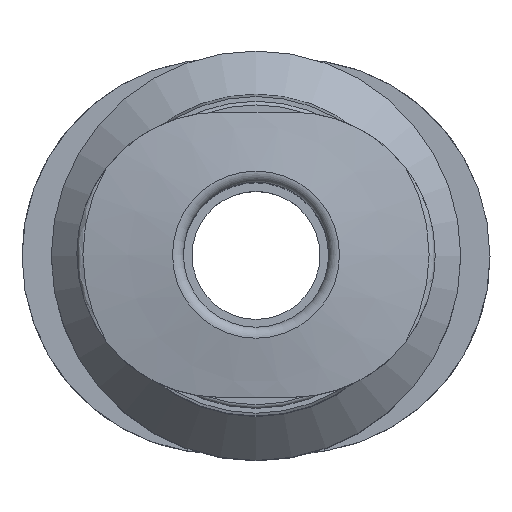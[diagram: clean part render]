
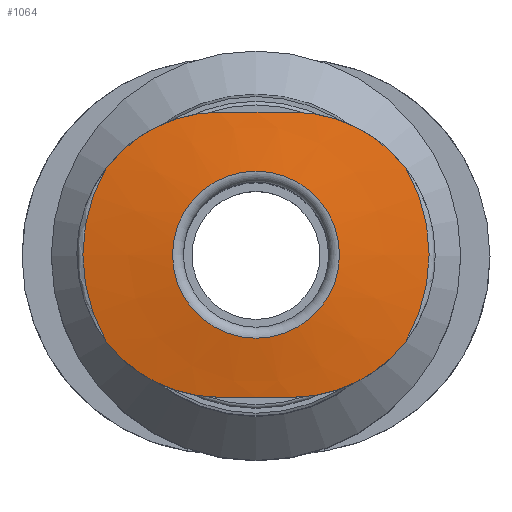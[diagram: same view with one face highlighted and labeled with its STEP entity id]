
A CAD part, top view. The second image highlights one B-rep face of the part: STEP entity #1064.
In plain terms, the highlighted conical face has half-angle 80 degrees and reference radius 2.284 mm.
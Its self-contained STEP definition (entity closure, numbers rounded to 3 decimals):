
#109=B_SPLINE_CURVE_WITH_KNOTS('',3,(#1529,#1530,#1531,#1532),
 .UNSPECIFIED.,.F.,.F.,(4,4),(0.002,0.004),
 .UNSPECIFIED.);
#110=B_SPLINE_CURVE_WITH_KNOTS('',3,(#1538,#1539,#1540,#1541),
 .UNSPECIFIED.,.F.,.F.,(4,4),(0.,0.004),
 .UNSPECIFIED.);
#113=B_SPLINE_CURVE_WITH_KNOTS('',3,(#1553,#1554,#1555,#1556),
 .UNSPECIFIED.,.F.,.F.,(4,4),(0.,0.004),
 .UNSPECIFIED.);
#114=B_SPLINE_CURVE_WITH_KNOTS('',3,(#1560,#1561,#1562,#1563),
 .UNSPECIFIED.,.F.,.F.,(4,4),(0.002,0.004),
 .UNSPECIFIED.);
#115=B_SPLINE_CURVE_WITH_KNOTS('',3,(#1567,#1568,#1569,#1570),
 .UNSPECIFIED.,.F.,.F.,(4,4),(0.,0.004),
 .UNSPECIFIED.);
#118=B_SPLINE_CURVE_WITH_KNOTS('',3,(#1582,#1583,#1584,#1585),
 .UNSPECIFIED.,.F.,.F.,(4,4),(0.,0.004),
 .UNSPECIFIED.);
#233=ORIENTED_EDGE('',*,*,#362,.F.);
#234=ORIENTED_EDGE('',*,*,#359,.F.);
#235=ORIENTED_EDGE('',*,*,#372,.F.);
#236=ORIENTED_EDGE('',*,*,#374,.F.);
#237=ORIENTED_EDGE('',*,*,#369,.F.);
#238=ORIENTED_EDGE('',*,*,#367,.F.);
#239=ORIENTED_EDGE('',*,*,#365,.F.);
#240=ORIENTED_EDGE('',*,*,#373,.F.);
#241=ORIENTED_EDGE('',*,*,#375,.T.);
#359=EDGE_CURVE('',#441,#442,#109,.T.);
#362=EDGE_CURVE('',#442,#443,#110,.T.);
#365=EDGE_CURVE('',#445,#446,#113,.T.);
#367=EDGE_CURVE('',#446,#447,#114,.T.);
#369=EDGE_CURVE('',#447,#448,#115,.T.);
#372=EDGE_CURVE('',#450,#441,#118,.T.);
#373=EDGE_CURVE('',#443,#445,#499,.T.);
#374=EDGE_CURVE('',#448,#450,#500,.T.);
#375=EDGE_CURVE('',#451,#451,#501,.T.);
#441=VERTEX_POINT('',#1533);
#442=VERTEX_POINT('',#1534);
#443=VERTEX_POINT('',#1542);
#445=VERTEX_POINT('',#1552);
#446=VERTEX_POINT('',#1557);
#447=VERTEX_POINT('',#1564);
#448=VERTEX_POINT('',#1571);
#450=VERTEX_POINT('',#1581);
#451=VERTEX_POINT('',#1592);
#499=CIRCLE('',#1148,4.735);
#500=CIRCLE('',#1150,4.735);
#501=CIRCLE('',#1152,2.285);
#563=EDGE_LOOP('',(#233,#234,#235,#236,#237,#238,#239,#240));
#564=EDGE_LOOP('',(#241));
#643=FACE_BOUND('',#563,.T.);
#644=FACE_BOUND('',#564,.T.);
#678=CONICAL_SURFACE('',#1151,2.285,1.396);
#1064=ADVANCED_FACE('',(#643,#644),#678,.T.);
#1148=AXIS2_PLACEMENT_3D('',#1587,#1318,#1319);
#1150=AXIS2_PLACEMENT_3D('',#1589,#1322,#1323);
#1151=AXIS2_PLACEMENT_3D('',#1590,#1324,#1325);
#1152=AXIS2_PLACEMENT_3D('',#1591,#1326,#1327);
#1318=DIRECTION('',(0.,0.,-1.));
#1319=DIRECTION('',(-1.,0.,0.));
#1322=DIRECTION('',(0.,0.,-1.));
#1323=DIRECTION('',(-1.,0.,0.));
#1324=DIRECTION('',(0.,0.,-1.));
#1325=DIRECTION('',(-1.,0.,0.));
#1326=DIRECTION('',(0.,0.,-1.));
#1327=DIRECTION('',(-1.,0.,0.));
#1529=CARTESIAN_POINT('',(-1.,3.9,13.743));
#1530=CARTESIAN_POINT('',(-0.334,3.9,13.772));
#1531=CARTESIAN_POINT('',(0.333,3.9,13.772));
#1532=CARTESIAN_POINT('',(1.,3.9,13.743));
#1533=CARTESIAN_POINT('',(-1.,3.9,13.743));
#1534=CARTESIAN_POINT('',(1.,3.9,13.743));
#1538=CARTESIAN_POINT('',(1.,3.9,13.743));
#1539=CARTESIAN_POINT('',(2.206,3.9,13.69));
#1540=CARTESIAN_POINT('',(3.373,3.322,13.645));
#1541=CARTESIAN_POINT('',(4.104,2.361,13.618));
#1542=CARTESIAN_POINT('',(4.104,2.361,13.618));
#1552=CARTESIAN_POINT('',(4.104,-2.361,13.618));
#1553=CARTESIAN_POINT('',(4.104,-2.361,13.618));
#1554=CARTESIAN_POINT('',(3.373,-3.321,13.645));
#1555=CARTESIAN_POINT('',(2.206,-3.9,13.69));
#1556=CARTESIAN_POINT('',(1.,-3.9,13.743));
#1557=CARTESIAN_POINT('',(1.,-3.9,13.743));
#1560=CARTESIAN_POINT('',(1.,-3.9,13.743));
#1561=CARTESIAN_POINT('',(0.334,-3.9,13.772));
#1562=CARTESIAN_POINT('',(-0.333,-3.9,13.772));
#1563=CARTESIAN_POINT('',(-1.,-3.9,13.743));
#1564=CARTESIAN_POINT('',(-1.,-3.9,13.743));
#1567=CARTESIAN_POINT('',(-1.,-3.9,13.743));
#1568=CARTESIAN_POINT('',(-2.206,-3.9,13.69));
#1569=CARTESIAN_POINT('',(-3.373,-3.322,13.645));
#1570=CARTESIAN_POINT('',(-4.104,-2.361,13.618));
#1571=CARTESIAN_POINT('',(-4.104,-2.361,13.618));
#1581=CARTESIAN_POINT('',(-4.104,2.361,13.618));
#1582=CARTESIAN_POINT('',(-4.104,2.361,13.618));
#1583=CARTESIAN_POINT('',(-3.373,3.321,13.645));
#1584=CARTESIAN_POINT('',(-2.206,3.9,13.69));
#1585=CARTESIAN_POINT('',(-1.,3.9,13.743));
#1587=CARTESIAN_POINT('',(0.,0.,13.618));
#1589=CARTESIAN_POINT('',(0.,0.,13.618));
#1590=CARTESIAN_POINT('',(0.,0.,14.05));
#1591=CARTESIAN_POINT('',(0.,0.,14.05));
#1592=CARTESIAN_POINT('',(-2.285,0.,14.05));
